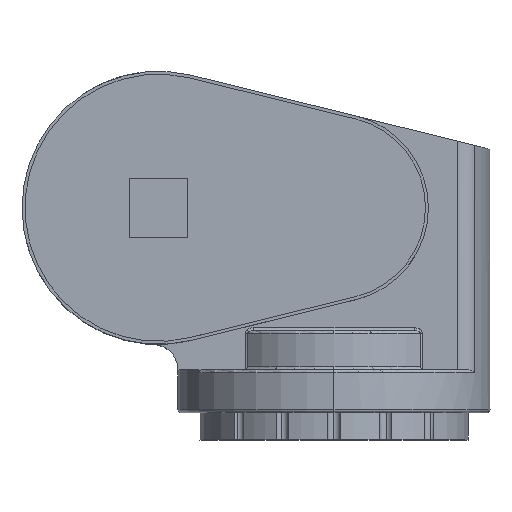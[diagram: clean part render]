
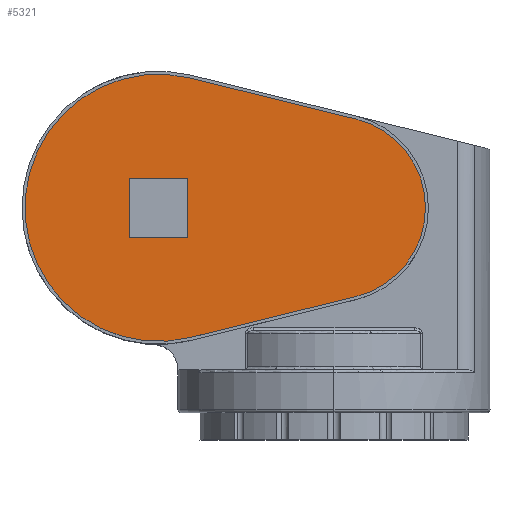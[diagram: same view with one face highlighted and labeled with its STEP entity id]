
A CAD part, top view. The second image highlights one B-rep face of the part: STEP entity #5321.
In plain terms, the highlighted planar face has unit normal (0, 0, 1).
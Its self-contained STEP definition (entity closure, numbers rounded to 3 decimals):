
#12 = EDGE_CURVE ( 'NONE', #843, #4831, #1242, .T. ) ;
#18 = EDGE_CURVE ( 'NONE', #1994, #738, #5383, .T. ) ;
#257 = EDGE_CURVE ( 'NONE', #738, #3061, #3919, .T. ) ;
#339 = ORIENTED_EDGE ( 'NONE', *, *, #3953, .F. ) ;
#446 = AXIS2_PLACEMENT_3D ( 'NONE', #3802, #5796, #1350 ) ;
#588 = LINE ( 'NONE', #1007, #5459 ) ;
#738 = VERTEX_POINT ( 'NONE', #3233 ) ;
#843 = VERTEX_POINT ( 'NONE', #862 ) ;
#849 = ORIENTED_EDGE ( 'NONE', *, *, #3884, .T. ) ;
#862 = CARTESIAN_POINT ( 'NONE',  ( -104.995, -2.551, 60. ) ) ;
#922 = DIRECTION ( 'NONE',  ( 1., 0., 0. ) ) ;
#942 = VERTEX_POINT ( 'NONE', #3001 ) ;
#1007 = CARTESIAN_POINT ( 'NONE',  ( 11.253, 27.993, 60. ) ) ;
#1086 = VERTEX_POINT ( 'NONE', #2215 ) ;
#1242 = LINE ( 'NONE', #2800, #4020 ) ;
#1347 = ORIENTED_EDGE ( 'NONE', *, *, #257, .T. ) ;
#1350 = DIRECTION ( 'NONE',  ( 1., 0., 0. ) ) ;
#1409 = CARTESIAN_POINT ( 'NONE',  ( -104.995, -2.551, 60. ) ) ;
#1465 = DIRECTION ( 'NONE',  ( 0.971, 0.24, 0. ) ) ;
#1482 = EDGE_LOOP ( 'NONE', ( #3877, #3664, #1347, #2974, #849 ) ) ;
#1696 = VERTEX_POINT ( 'NONE', #4399 ) ;
#1844 = AXIS2_PLACEMENT_3D ( 'NONE', #4158, #6153, #4683 ) ;
#1901 = LINE ( 'NONE', #1409, #5301 ) ;
#1994 = VERTEX_POINT ( 'NONE', #5595 ) ;
#2011 = CARTESIAN_POINT ( 'NONE',  ( -104.995, -32.551, 60. ) ) ;
#2019 = EDGE_CURVE ( 'NONE', #4831, #1086, #3543, .T. ) ;
#2070 = CIRCLE ( 'NONE', #5692, 46.913 ) ;
#2215 = CARTESIAN_POINT ( 'NONE',  ( -74.995, -32.551, 60. ) ) ;
#2393 = EDGE_LOOP ( 'NONE', ( #339, #4251, #4318, #6023 ) ) ;
#2514 = LINE ( 'NONE', #3035, #4202 ) ;
#2598 = EDGE_CURVE ( 'NONE', #3061, #3824, #2070, .T. ) ;
#2679 = VECTOR ( 'NONE', #1465, 1000. ) ;
#2681 = FACE_OUTER_BOUND ( 'NONE', #1482, .T. ) ;
#2716 = FACE_BOUND ( 'NONE', #2393, .T. ) ;
#2800 = CARTESIAN_POINT ( 'NONE',  ( -104.995, -2.551, 60. ) ) ;
#2974 = ORIENTED_EDGE ( 'NONE', *, *, #2598, .T. ) ;
#2990 = DIRECTION ( 'NONE',  ( -0.971, 0.24, 0. ) ) ;
#3001 = CARTESIAN_POINT ( 'NONE',  ( -74.995, -2.551, 60. ) ) ;
#3035 = CARTESIAN_POINT ( 'NONE',  ( -74.995, -2.551, 60. ) ) ;
#3061 = VERTEX_POINT ( 'NONE', #5254 ) ;
#3210 = AXIS2_PLACEMENT_3D ( 'NONE', #5290, #3223, #6243 ) ;
#3223 = DIRECTION ( 'NONE',  ( 0., 0., 1. ) ) ;
#3233 = CARTESIAN_POINT ( 'NONE',  ( -73.565, -84.051, 60. ) ) ;
#3338 = CIRCLE ( 'NONE', #446, 46.913 ) ;
#3388 = DIRECTION ( 'NONE',  ( -1., 0., 0. ) ) ;
#3543 = LINE ( 'NONE', #5530, #5689 ) ;
#3664 = ORIENTED_EDGE ( 'NONE', *, *, #18, .T. ) ;
#3802 = CARTESIAN_POINT ( 'NONE',  ( 0., -17.551, 60. ) ) ;
#3824 = VERTEX_POINT ( 'NONE', #5331 ) ;
#3850 = EDGE_CURVE ( 'NONE', #942, #843, #1901, .T. ) ;
#3877 = ORIENTED_EDGE ( 'NONE', *, *, #4452, .T. ) ;
#3884 = EDGE_CURVE ( 'NONE', #3824, #1696, #3338, .T. ) ;
#3919 = LINE ( 'NONE', #5918, #2679 ) ;
#3953 = EDGE_CURVE ( 'NONE', #1086, #942, #2514, .T. ) ;
#4020 = VECTOR ( 'NONE', #4770, 1000. ) ;
#4158 = CARTESIAN_POINT ( 'NONE',  ( 0., 0., 60. ) ) ;
#4202 = VECTOR ( 'NONE', #4544, 1000. ) ;
#4251 = ORIENTED_EDGE ( 'NONE', *, *, #2019, .F. ) ;
#4318 = ORIENTED_EDGE ( 'NONE', *, *, #12, .F. ) ;
#4399 = CARTESIAN_POINT ( 'NONE',  ( 11.253, 27.993, 60. ) ) ;
#4452 = EDGE_CURVE ( 'NONE', #1696, #1994, #588, .T. ) ;
#4544 = DIRECTION ( 'NONE',  ( 0., 1., 0. ) ) ;
#4683 = DIRECTION ( 'NONE',  ( 1., 0., 0. ) ) ;
#4770 = DIRECTION ( 'NONE',  ( 0., -1., 0. ) ) ;
#4831 = VERTEX_POINT ( 'NONE', #2011 ) ;
#4843 = CARTESIAN_POINT ( 'NONE',  ( 0., -17.551, 60. ) ) ;
#5254 = CARTESIAN_POINT ( 'NONE',  ( 11.253, -63.095, 60. ) ) ;
#5290 = CARTESIAN_POINT ( 'NONE',  ( -89.995, -17.551, 60. ) ) ;
#5301 = VECTOR ( 'NONE', #3388, 1000. ) ;
#5321 = ADVANCED_FACE ( 'NONE', ( #2716, #2681 ), #6185, .T. ) ;
#5331 = CARTESIAN_POINT ( 'NONE',  ( 46.913, -17.551, 60. ) ) ;
#5383 = CIRCLE ( 'NONE', #3210, 68.5 ) ;
#5459 = VECTOR ( 'NONE', #2990, 1000. ) ;
#5530 = CARTESIAN_POINT ( 'NONE',  ( -104.995, -32.551, 60. ) ) ;
#5595 = CARTESIAN_POINT ( 'NONE',  ( -73.565, 48.949, 60. ) ) ;
#5689 = VECTOR ( 'NONE', #6081, 1000. ) ;
#5692 = AXIS2_PLACEMENT_3D ( 'NONE', #4843, #6413, #922 ) ;
#5796 = DIRECTION ( 'NONE',  ( 0., 0., 1. ) ) ;
#5918 = CARTESIAN_POINT ( 'NONE',  ( -73.565, -84.051, 60. ) ) ;
#6023 = ORIENTED_EDGE ( 'NONE', *, *, #3850, .F. ) ;
#6081 = DIRECTION ( 'NONE',  ( 1., 0., 0. ) ) ;
#6153 = DIRECTION ( 'NONE',  ( 0., 0., 1. ) ) ;
#6185 = PLANE ( 'NONE',  #1844 ) ;
#6243 = DIRECTION ( 'NONE',  ( 1., 0., 0. ) ) ;
#6413 = DIRECTION ( 'NONE',  ( 0., 0., 1. ) ) ;
